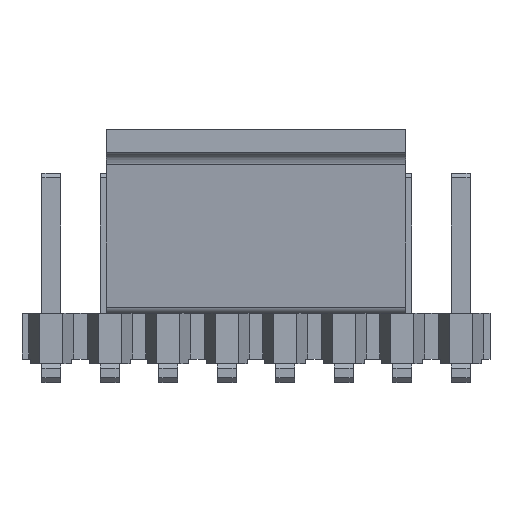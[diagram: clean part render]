
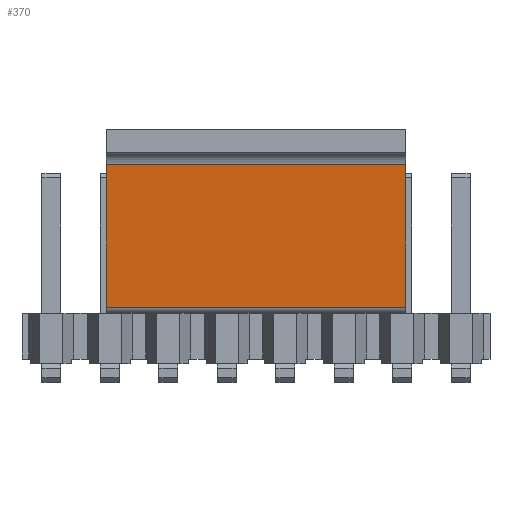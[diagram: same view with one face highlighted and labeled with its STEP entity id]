
A CAD part, top view. The second image highlights one B-rep face of the part: STEP entity #370.
In plain terms, the highlighted face is planar.
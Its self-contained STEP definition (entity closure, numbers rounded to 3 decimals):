
#370 = ADVANCED_FACE( '', ( #1143 ), #1144, .F. );
#1143 = FACE_OUTER_BOUND( '', #2251, .T. );
#1144 = PLANE( '', #2252 );
#2251 = EDGE_LOOP( '', ( #4660, #4661, #4662, #4663 ) );
#2252 = AXIS2_PLACEMENT_3D( '', #4664, #4665, #4666 );
#4660 = ORIENTED_EDGE( '', *, *, #8281, .T. );
#4661 = ORIENTED_EDGE( '', *, *, #8282, .F. );
#4662 = ORIENTED_EDGE( '', *, *, #8283, .F. );
#4663 = ORIENTED_EDGE( '', *, *, #8279, .T. );
#4664 = CARTESIAN_POINT( '', ( 3.25, 1.576, -3.226 ) );
#4665 = DIRECTION( '', ( 0., -0.996, -0.087 ) );
#4666 = DIRECTION( '', ( 0., 0.087, -0.996 ) );
#8279 = EDGE_CURVE( '', #10264, #10262, #10265, .T. );
#8281 = EDGE_CURVE( '', #10262, #10267, #10268, .T. );
#8282 = EDGE_CURVE( '', #10269, #10267, #10270, .T. );
#8283 = EDGE_CURVE( '', #10264, #10269, #10271, .T. );
#10262 = VERTEX_POINT( '', #13462 );
#10264 = VERTEX_POINT( '', #13464 );
#10265 = LINE( '', #13465, #13466 );
#10267 = VERTEX_POINT( '', #13468 );
#10268 = LINE( '', #13469, #13470 );
#10269 = VERTEX_POINT( '', #13471 );
#10270 = LINE( '', #13472, #13473 );
#10271 = LINE( '', #13474, #13475 );
#13462 = CARTESIAN_POINT( '', ( -3.25, 1.576, -3.226 ) );
#13464 = CARTESIAN_POINT( '', ( 3.25, 1.576, -3.226 ) );
#13465 = CARTESIAN_POINT( '', ( 3.25, 1.576, -3.226 ) );
#13466 = VECTOR( '', #16289, 1000. );
#13468 = CARTESIAN_POINT( '', ( -3.25, 1.306, -0.137 ) );
#13469 = CARTESIAN_POINT( '', ( -3.25, 1.576, -3.226 ) );
#13470 = VECTOR( '', #16293, 1000. );
#13471 = CARTESIAN_POINT( '', ( 3.25, 1.306, -0.137 ) );
#13472 = CARTESIAN_POINT( '', ( 3.25, 1.306, -0.137 ) );
#13473 = VECTOR( '', #16294, 1000. );
#13474 = CARTESIAN_POINT( '', ( 3.25, 1.576, -3.226 ) );
#13475 = VECTOR( '', #16295, 1000. );
#16289 = DIRECTION( '', ( -1., 0., 0. ) );
#16293 = DIRECTION( '', ( 0., -0.087, 0.996 ) );
#16294 = DIRECTION( '', ( -1., 0., 0. ) );
#16295 = DIRECTION( '', ( 0., -0.087, 0.996 ) );
